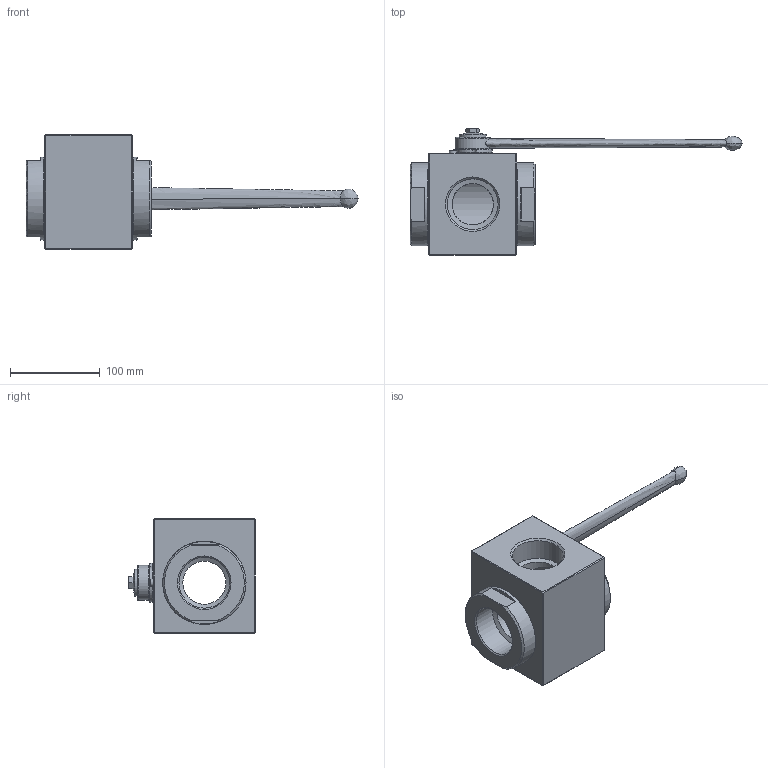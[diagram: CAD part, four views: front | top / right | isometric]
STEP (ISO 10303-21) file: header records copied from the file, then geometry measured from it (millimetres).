
FILE_DESCRIPTION(/* description */ ('Unknown','CAx-IF Rec.Pracs.---Representation and Presentation of Product Manufacturing Information (PMI)---4.0---2014-10-13','CAx-IF Rec.Pracs.---3D Tessellated Geometry---0.4---2014-09-14','2;1'),/* implementation_level */ '2;1');
FILE_NAME(/* name */ '4530_9630-09',/* time_stamp */ '2024-02-22T09:55:29+01:00',/* author */ ('Unknown'),/* organization */ ('Unknown'),/* preprocessor_version */ 'ST-DEVELOPER v18.102',/* originating_system */ 'Solid Edge',/* authorisation */ 'Unknown');
FILE_SCHEMA (('AP242_MANAGED_MODEL_BASED_3D_ENGINEERING_MIM_LF { 1 0 10303 442 1 1 4 }'));
Length unit declared in the file: millimetre
Products named in the file (2): 4530_9630-09; GB3GGT8
Assembly tree (1 placements, depth 2):
  4530_9630-09
    GB3GGT8
Bounding box: 370.23 x 141.5 x 128 mm (x, y, z)
Volume: 1218243.9 mm3; surface area: 178932.6 mm2
Topology: 8 solids, 8 shells, 265 faces, 609 edges, 364 vertices
Faces by surface type: plane 93, cylinder 69, cone 62, torus 27, sphere 8, bspline 6
Full cylindrical faces by diameter (mm): 8 x3, 8.25 x1, 22 x1, 24 x1, 25 x1, 30 x2, 39 x1, 46 x1, 48 x2, 56.656 x3, 65 x2, 78.9 x3, 79 x2, 80.4 x2, 82 x2, 83 x4, 89 x2, 93 x2
Entity records: 7946 total; most frequent: CARTESIAN_POINT 1633, DIRECTION 1220, ORIENTED_EDGE 996, AXIS2_PLACEMENT_3D 531, EDGE_CURVE 498, FACE_BOUND 376, EDGE_LOOP 375, VERTEX_POINT 344
